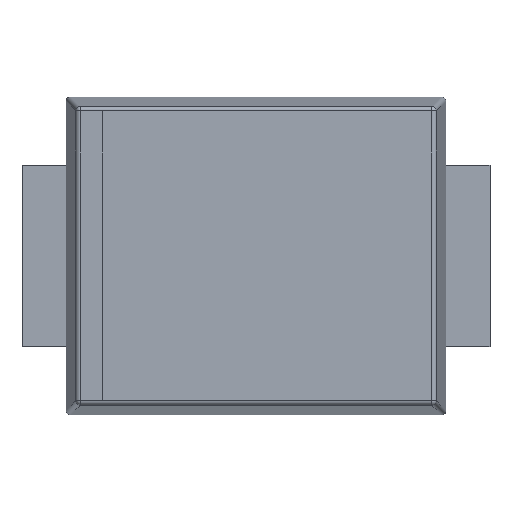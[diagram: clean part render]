
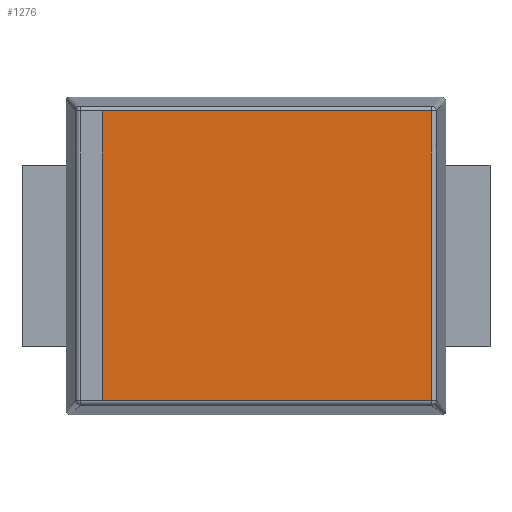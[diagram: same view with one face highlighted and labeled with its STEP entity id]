
A CAD part, top view. The second image highlights one B-rep face of the part: STEP entity #1276.
In plain terms, the highlighted planar face has unit normal (0, 0, 1).
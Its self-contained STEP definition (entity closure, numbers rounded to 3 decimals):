
#51 = DIRECTION ( 'NONE',  ( 0., -1., 0. ) ) ;
#100 = LINE ( 'NONE', #257, #606 ) ;
#162 = ORIENTED_EDGE ( 'NONE', *, *, #1699, .T. ) ;
#257 = CARTESIAN_POINT ( 'NONE',  ( 2.036, -1.641, 1.3 ) ) ;
#285 = CARTESIAN_POINT ( 'NONE',  ( 1.991, 1.641, 1.3 ) ) ;
#306 = DIRECTION ( 'NONE',  ( 0., 0., 1. ) ) ;
#366 = LINE ( 'NONE', #748, #1240 ) ;
#432 = VERTEX_POINT ( 'NONE', #1738 ) ;
#487 = EDGE_CURVE ( 'NONE', #2522, #432, #1645, .T. ) ;
#606 = VECTOR ( 'NONE', #896, 1000. ) ;
#748 = CARTESIAN_POINT ( 'NONE',  ( 1.991, 1.686, 1.3 ) ) ;
#885 = VECTOR ( 'NONE', #51, 1000. ) ;
#896 = DIRECTION ( 'NONE',  ( 1., 0., 0. ) ) ;
#902 = VECTOR ( 'NONE', #2029, 1000. ) ;
#912 = DIRECTION ( 'NONE',  ( 1., 0., 0. ) ) ;
#916 = DIRECTION ( 'NONE',  ( 0., 1., 0. ) ) ;
#1023 = EDGE_LOOP ( 'NONE', ( #2169, #1125, #2529, #162 ) ) ;
#1125 = ORIENTED_EDGE ( 'NONE', *, *, #487, .T. ) ;
#1240 = VECTOR ( 'NONE', #916, 1000. ) ;
#1276 = ADVANCED_FACE ( 'NONE', ( #1915 ), #1312, .T. ) ;
#1312 = PLANE ( 'NONE',  #2170 ) ;
#1336 = VERTEX_POINT ( 'NONE', #285 ) ;
#1467 = CARTESIAN_POINT ( 'NONE',  ( -1.741, 0., 1.3 ) ) ;
#1526 = CARTESIAN_POINT ( 'NONE',  ( -1.741, 1.641, 1.3 ) ) ;
#1631 = CARTESIAN_POINT ( 'NONE',  ( 1.991, -1.641, 1.3 ) ) ;
#1645 = LINE ( 'NONE', #1467, #885 ) ;
#1699 = EDGE_CURVE ( 'NONE', #2322, #1336, #366, .T. ) ;
#1738 = CARTESIAN_POINT ( 'NONE',  ( -1.741, -1.641, 1.3 ) ) ;
#1915 = FACE_OUTER_BOUND ( 'NONE', #1023, .T. ) ;
#2029 = DIRECTION ( 'NONE',  ( -1., 0., 0. ) ) ;
#2067 = CARTESIAN_POINT ( 'NONE',  ( -2.036, 1.641, 1.3 ) ) ;
#2085 = CARTESIAN_POINT ( 'NONE',  ( 0., 0., 1.3 ) ) ;
#2169 = ORIENTED_EDGE ( 'NONE', *, *, #2409, .T. ) ;
#2170 = AXIS2_PLACEMENT_3D ( 'NONE', #2085, #306, #912 ) ;
#2322 = VERTEX_POINT ( 'NONE', #1631 ) ;
#2409 = EDGE_CURVE ( 'NONE', #1336, #2522, #2430, .T. ) ;
#2430 = LINE ( 'NONE', #2067, #902 ) ;
#2489 = EDGE_CURVE ( 'NONE', #432, #2322, #100, .T. ) ;
#2522 = VERTEX_POINT ( 'NONE', #1526 ) ;
#2529 = ORIENTED_EDGE ( 'NONE', *, *, #2489, .T. ) ;
